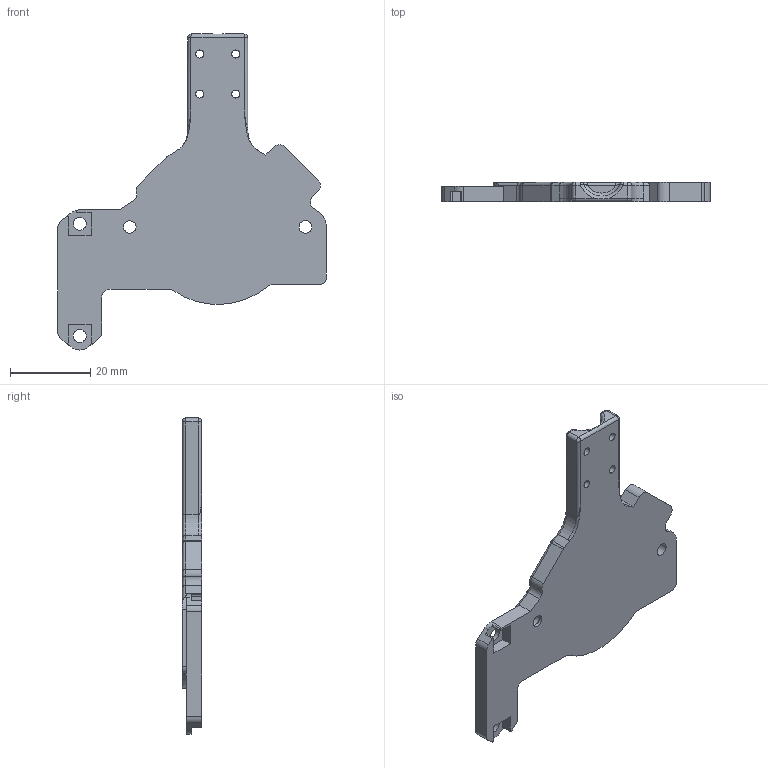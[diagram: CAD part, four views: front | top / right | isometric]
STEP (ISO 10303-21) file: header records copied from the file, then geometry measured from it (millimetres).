
FILE_DESCRIPTION(/* description */ (''),/* implementation_level */ '2;1');
FILE_NAME(/* name */ 'DAB EBB36 mount with wiring post v1.step',/* time_stamp */ '2023-10-26T07:07:14+08:00',/* author */ (''),/* organization */ (''),/* preprocessor_version */ 'ST-DEVELOPER v20',/* originating_system */ 'Autodesk Translation Framework v12.14.0.127',/* authorisation */ '');
FILE_SCHEMA (('AUTOMOTIVE_DESIGN { 1 0 10303 214 3 1 1 }'));
Length unit declared in the file: millimetre
Products named in the file (1): DAB EBB36 mount with wiring post
Bounding box: 67.03 x 4.8 x 78.92 mm (x, y, z)
Volume: 6070.2 mm3; surface area: 7454.9 mm2
Topology: 1 solids, 1 shells, 222 faces, 627 edges, 406 vertices
Faces by surface type: cylinder 108, plane 93, bspline 12, torus 7, sphere 2
Full cylindrical faces by diameter (mm): 2 x4, 3.1 x1, 3.2 x4
Entity records: 8017 total; most frequent: CARTESIAN_POINT 2119, ORIENTED_EDGE 1250, DIRECTION 1230, EDGE_CURVE 625, AXIS2_PLACEMENT_3D 432, VERTEX_POINT 406, LINE 366, VECTOR 366
